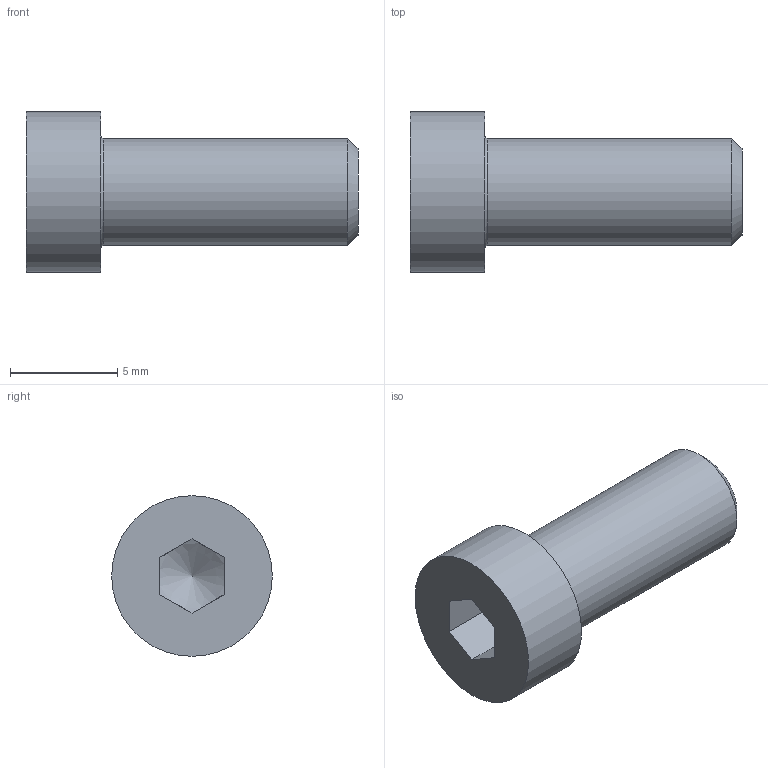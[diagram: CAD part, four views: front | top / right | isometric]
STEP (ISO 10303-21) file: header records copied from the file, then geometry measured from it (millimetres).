
FILE_DESCRIPTION(/* description */ ('Schraubverbindung 11'),/* implementation_level */ '2;1');
FILE_NAME(/* name */ 'ZEI_CAD_211574-1-REV01_#SALL_#AIN_#V1.step',/* time_stamp */ '2022-09-15T21:07:43+02:00',/* author */ ('MiniTec'),/* organization */ ('MiniTec GmbH & Co.KG'),/* preprocessor_version */ 'ST-DEVELOPER v18.1',/* originating_system */ 'Autodesk Inventor 2021',/* authorisation */ '');
FILE_SCHEMA (('CONFIG_CONTROL_DESIGN'));
Length unit declared in the file: millimetre
Products named in the file (1): 21-1574-1FZ.000
Bounding box: 15.5 x 7.5 x 7.5 mm (x, y, z)
Volume: 364.4 mm3; surface area: 384 mm2
Topology: 1 solids, 1 shells, 14 faces, 33 edges, 22 vertices
Faces by surface type: plane 9, cylinder 2, cone 2, torus 1
Full cylindrical faces by diameter (mm): 5 x1, 7.5 x1
Entity records: 433 total; most frequent: CARTESIAN_POINT 83, ORIENTED_EDGE 64, DIRECTION 64, EDGE_CURVE 32, AXIS2_PLACEMENT_3D 24, VERTEX_POINT 22, EDGE_LOOP 16, LINE 16
